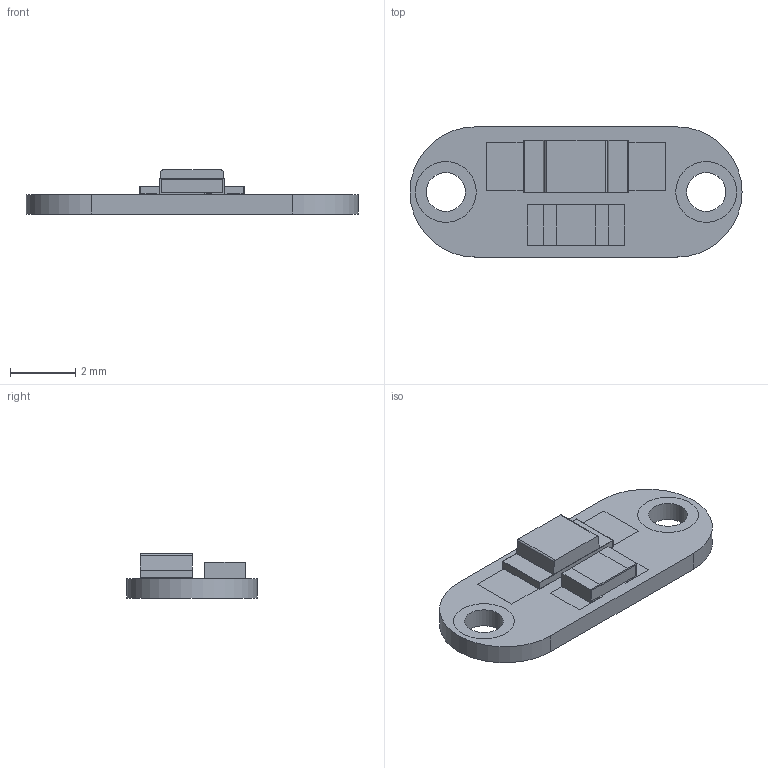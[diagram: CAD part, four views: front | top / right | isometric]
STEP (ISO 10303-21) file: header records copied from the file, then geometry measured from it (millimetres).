
FILE_DESCRIPTION(('FreeCAD Model'),'2;1');
FILE_NAME('TinyLily_LED1206_ASL1002_REV2-STEP.step','2020-08-20T13:12:20',('Author'),(''), 'Open CASCADE STEP processor 7.4','FreeCAD','Unknown');
FILE_SCHEMA(('AUTOMOTIVE_DESIGN { 1 0 10303 214 1 1 1 1 }'));
Length unit declared in the file: millimetre
Products named in the file (1): TinyLily_LED1206_ASL1002_REV2-STEP
Bounding box: 10.2 x 4 x 1.36 mm (x, y, z)
Volume: 25.1 mm3; surface area: 168.9 mm2
Topology: 22 solids, 22 shells, 423 faces, 1053 edges, 702 vertices
Faces by surface type: plane 293, bspline 116, cylinder 14
Full cylindrical faces by diameter (mm): 1.202 x6, 1.867 x4
Entity records: 37196 total; most frequent: CARTESIAN_POINT 14053, DIRECTION 3105, LINE 2407, VECTOR 2407, ORIENTED_EDGE 2106, PCURVE 2106, DEFINITIONAL_REPRESENTATION 2106, EDGE_CURVE 1053
